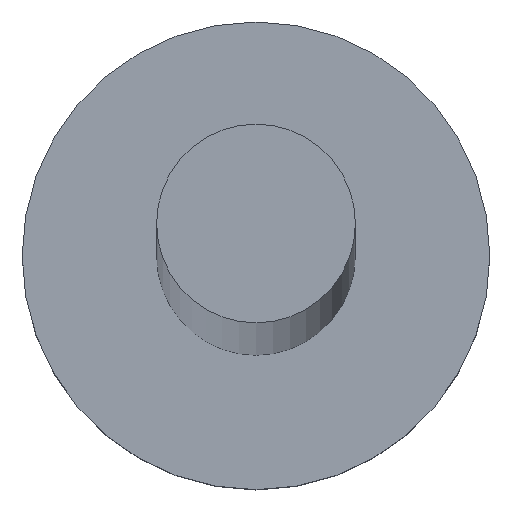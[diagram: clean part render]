
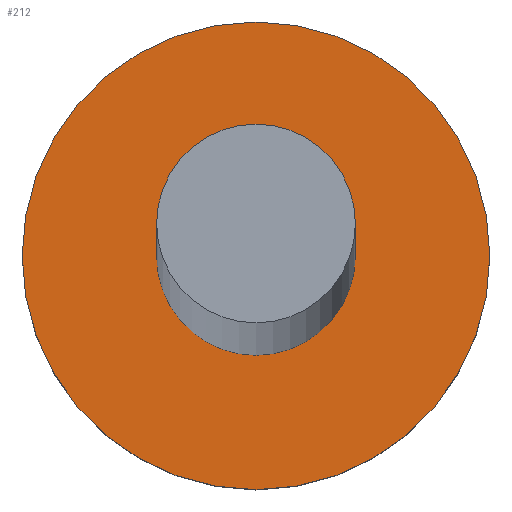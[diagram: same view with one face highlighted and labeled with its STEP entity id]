
A CAD part, top view. The second image highlights one B-rep face of the part: STEP entity #212.
In plain terms, the highlighted planar face has unit normal (0, 0, 1).
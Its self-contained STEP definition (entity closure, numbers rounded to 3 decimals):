
#6 = DIRECTION ( 'NONE',  ( 1., 0., 0. ) ) ;
#8 = EDGE_CURVE ( 'NONE', #96, #79, #203, .T. ) ;
#14 = DIRECTION ( 'NONE',  ( 1., 0., 0. ) ) ;
#17 = DIRECTION ( 'NONE',  ( 1., 0., 0. ) ) ;
#18 = AXIS2_PLACEMENT_3D ( 'NONE', #169, #69, #147 ) ;
#24 = EDGE_LOOP ( 'NONE', ( #228, #155 ) ) ;
#31 = CARTESIAN_POINT ( 'NONE',  ( 0., 0., 1.5 ) ) ;
#36 = DIRECTION ( 'NONE',  ( 0., 0., 1. ) ) ;
#37 = AXIS2_PLACEMENT_3D ( 'NONE', #184, #251, #6 ) ;
#41 = CARTESIAN_POINT ( 'NONE',  ( -0.85, 0., 1.5 ) ) ;
#60 = CARTESIAN_POINT ( 'NONE',  ( -2., 0., 1.5 ) ) ;
#62 = EDGE_CURVE ( 'NONE', #146, #92, #133, .T. ) ;
#69 = DIRECTION ( 'NONE',  ( 0., 0., 1. ) ) ;
#72 = FACE_OUTER_BOUND ( 'NONE', #24, .T. ) ;
#78 = DIRECTION ( 'NONE',  ( 1., 0., 0. ) ) ;
#79 = VERTEX_POINT ( 'NONE', #165 ) ;
#91 = CIRCLE ( 'NONE', #18, 0.85 ) ;
#92 = VERTEX_POINT ( 'NONE', #60 ) ;
#95 = FACE_BOUND ( 'NONE', #148, .T. ) ;
#96 = VERTEX_POINT ( 'NONE', #41 ) ;
#98 = ORIENTED_EDGE ( 'NONE', *, *, #164, .F. ) ;
#103 = CARTESIAN_POINT ( 'NONE',  ( 2., 0., 1.5 ) ) ;
#130 = CARTESIAN_POINT ( 'NONE',  ( 0., 0., 1.5 ) ) ;
#131 = PLANE ( 'NONE',  #218 ) ;
#133 = CIRCLE ( 'NONE', #196, 2. ) ;
#146 = VERTEX_POINT ( 'NONE', #103 ) ;
#147 = DIRECTION ( 'NONE',  ( 1., 0., 0. ) ) ;
#148 = EDGE_LOOP ( 'NONE', ( #219, #98 ) ) ;
#155 = ORIENTED_EDGE ( 'NONE', *, *, #62, .T. ) ;
#157 = AXIS2_PLACEMENT_3D ( 'NONE', #31, #237, #17 ) ;
#164 = EDGE_CURVE ( 'NONE', #79, #96, #91, .T. ) ;
#165 = CARTESIAN_POINT ( 'NONE',  ( 0.85, 0., 1.5 ) ) ;
#169 = CARTESIAN_POINT ( 'NONE',  ( 0., 0., 1.5 ) ) ;
#173 = CIRCLE ( 'NONE', #37, 2. ) ;
#184 = CARTESIAN_POINT ( 'NONE',  ( 0., 0., 1.5 ) ) ;
#186 = EDGE_CURVE ( 'NONE', #92, #146, #173, .T. ) ;
#187 = CARTESIAN_POINT ( 'NONE',  ( 0., 0., 1.5 ) ) ;
#196 = AXIS2_PLACEMENT_3D ( 'NONE', #130, #209, #14 ) ;
#203 = CIRCLE ( 'NONE', #157, 0.85 ) ;
#209 = DIRECTION ( 'NONE',  ( 0., 0., 1. ) ) ;
#212 = ADVANCED_FACE ( 'NONE', ( #95, #72 ), #131, .T. ) ;
#218 = AXIS2_PLACEMENT_3D ( 'NONE', #187, #36, #78 ) ;
#219 = ORIENTED_EDGE ( 'NONE', *, *, #8, .F. ) ;
#228 = ORIENTED_EDGE ( 'NONE', *, *, #186, .T. ) ;
#237 = DIRECTION ( 'NONE',  ( 0., 0., 1. ) ) ;
#251 = DIRECTION ( 'NONE',  ( 0., 0., 1. ) ) ;
